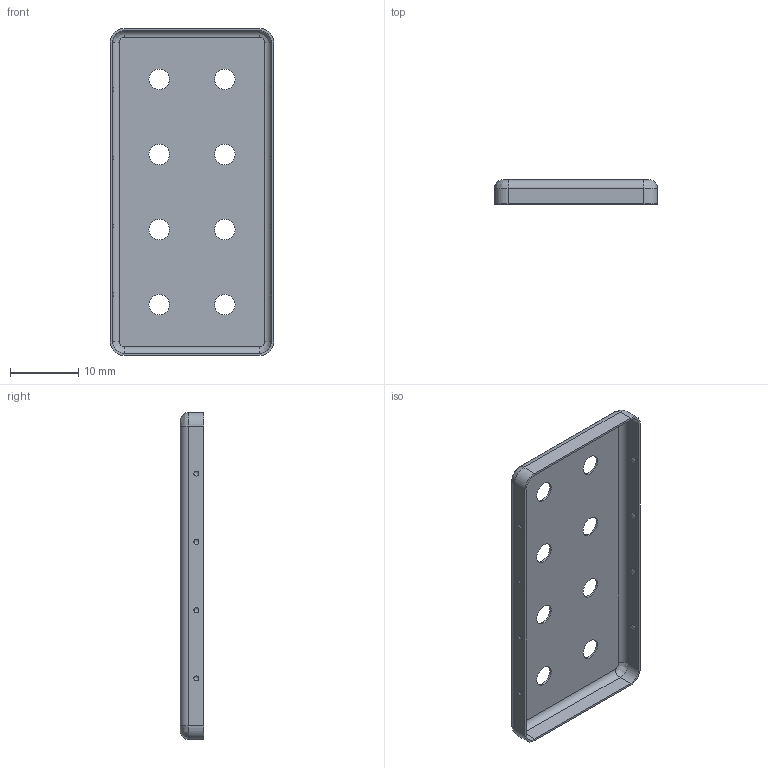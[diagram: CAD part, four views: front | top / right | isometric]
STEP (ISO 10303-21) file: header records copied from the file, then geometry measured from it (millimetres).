
FILE_DESCRIPTION( ( 'Unknown' ), '1' );
FILE_NAME( '3672473.stp', 'Unknown', ( 'Unknown' ), ( 'Unknown' ), 'PSStep 21.0.46', 'Unknown', ' ' );
FILE_SCHEMA( ( 'AUTOMOTIVE_DESIGN { 1 0 10303 214 1 1 1 1 }' ) );
Length unit declared in the file: millimetre
Products named in the file (1): MS473-10C
Bounding box: 23.9 x 3.5 x 47.9 mm (x, y, z)
Volume: 438.6 mm3; surface area: 2988.3 mm2
Topology: 1 solids, 1 shells, 59 faces, 128 edges, 88 vertices
Faces by surface type: cylinder 24, sphere 16, plane 11, bspline 8
Full cylindrical faces by diameter (mm): 3 x8
Entity records: 2154 total; most frequent: CARTESIAN_POINT 372, DIRECTION 288, ORIENTED_EDGE 224, AXIS2_PLACEMENT_3D 124, EDGE_CURVE 112, EDGE_LOOP 100, VERTEX_POINT 80, CIRCLE 72
